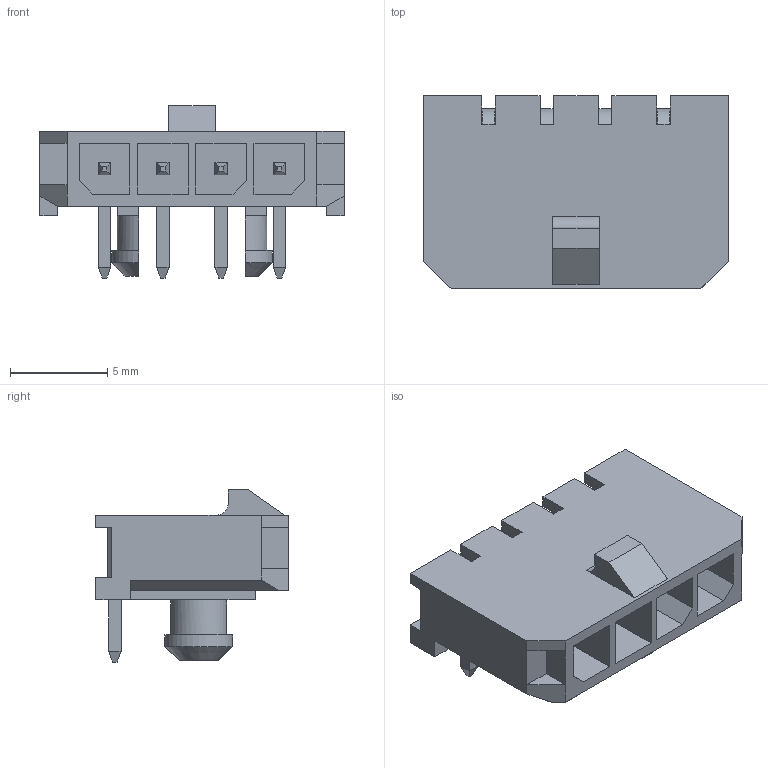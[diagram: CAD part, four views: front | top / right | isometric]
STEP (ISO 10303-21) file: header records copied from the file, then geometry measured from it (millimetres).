
FILE_DESCRIPTION (( 'STEP AP214' ), '1' );
FILE_NAME ('CONN-TH_M3025R-1X4P.step', '2022-08-02T18:08:37', ( '' ), ( '' ), 'SwSTEP 2.0', 'SolidWorks 2020', '' );
FILE_SCHEMA (( 'AUTOMOTIVE_DESIGN' ));
Length unit declared in the file: millimetre
Products named in the file (1): CONN-TH_M3025R-1X4P
Bounding box: 15.65 x 9.9 x 8.86 mm (x, y, z)
Volume: 423.2 mm3; surface area: 965.3 mm2
Topology: 14 solids, 14 shells, 485 faces, 1261 edges, 826 vertices
Faces by surface type: plane 358, bspline 112, cylinder 13, cone 2
Entity records: 20692 total; most frequent: CARTESIAN_POINT 4689, ORIENTED_EDGE 2522, DIRECTION 1807, EDGE_CURVE 1261, LINE 999, VECTOR 999, VERTEX_POINT 826, EDGE_LOOP 519
